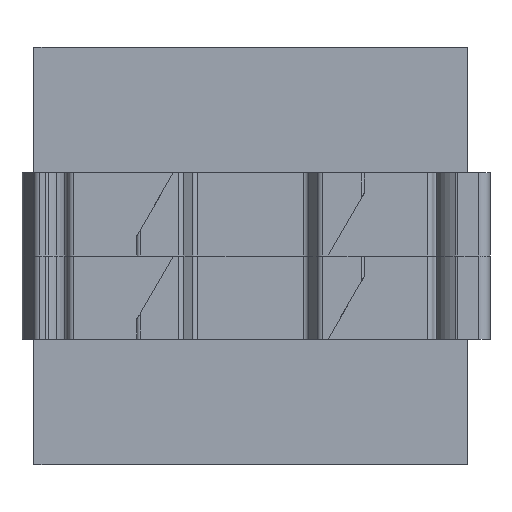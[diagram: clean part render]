
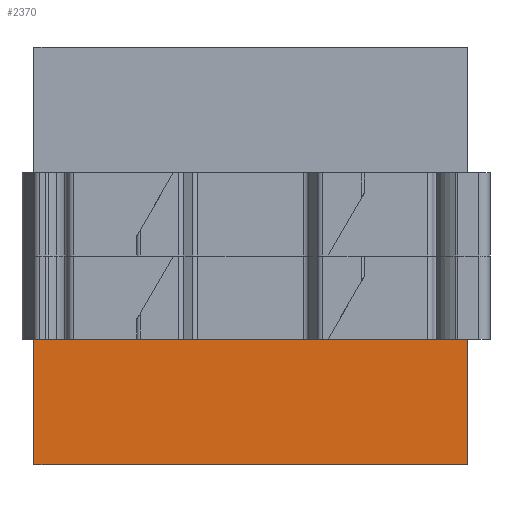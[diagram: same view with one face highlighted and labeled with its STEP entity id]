
A CAD part, front view. The second image highlights one B-rep face of the part: STEP entity #2370.
In plain terms, the highlighted planar face has unit normal (0, -1, 0).
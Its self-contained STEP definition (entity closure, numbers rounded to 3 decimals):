
#1347=DIRECTION('',(0.,0.,-1.));
#1348=VECTOR('',#1347,11.);
#1349=CARTESIAN_POINT('',(40.,0.,-8.2));
#1350=LINE('',#1349,#1348);
#1351=DIRECTION('',(0.,0.,1.));
#1352=VECTOR('',#1351,11.);
#1353=CARTESIAN_POINT('',(2.,0.,-19.2));
#1354=LINE('',#1353,#1352);
#1355=DIRECTION('',(1.,0.,0.));
#1356=VECTOR('',#1355,38.);
#1357=CARTESIAN_POINT('',(2.,0.,-8.2));
#1358=LINE('',#1357,#1356);
#1386=DIRECTION('',(1.,0.,0.));
#1387=VECTOR('',#1386,38.);
#1388=CARTESIAN_POINT('',(2.,0.,-19.2));
#1389=LINE('',#1388,#1387);
#1752=CARTESIAN_POINT('',(40.,0.,-8.2));
#1754=VERTEX_POINT('',#1752);
#1756=CARTESIAN_POINT('',(2.,0.,-8.2));
#1757=VERTEX_POINT('',#1756);
#1820=CARTESIAN_POINT('',(40.,0.,-19.2));
#1821=VERTEX_POINT('',#1820);
#1886=CARTESIAN_POINT('',(2.,0.,-19.2));
#1887=VERTEX_POINT('',#1886);
#2358=CARTESIAN_POINT('',(21.,0.,-13.7));
#2359=DIRECTION('',(0.,1.,0.));
#2360=DIRECTION('',(1.,0.,0.));
#2361=AXIS2_PLACEMENT_3D('',#2358,#2359,#2360);
#2362=PLANE('',#2361);
#2363=ORIENTED_EDGE('',*,*,#2192,.T.);
#2365=ORIENTED_EDGE('',*,*,#2364,.F.);
#2366=ORIENTED_EDGE('',*,*,#2346,.T.);
#2367=ORIENTED_EDGE('',*,*,#2099,.T.);
#2368=EDGE_LOOP('',(#2363,#2365,#2366,#2367));
#2369=FACE_OUTER_BOUND('',#2368,.F.);
#2099=EDGE_CURVE('',#1757,#1754,#1358,.T.);
#2192=EDGE_CURVE('',#1754,#1821,#1350,.T.);
#2346=EDGE_CURVE('',#1887,#1757,#1354,.T.);
#2364=EDGE_CURVE('',#1887,#1821,#1389,.T.);
#2370=ADVANCED_FACE('',(#2369),#2362,.F.);
